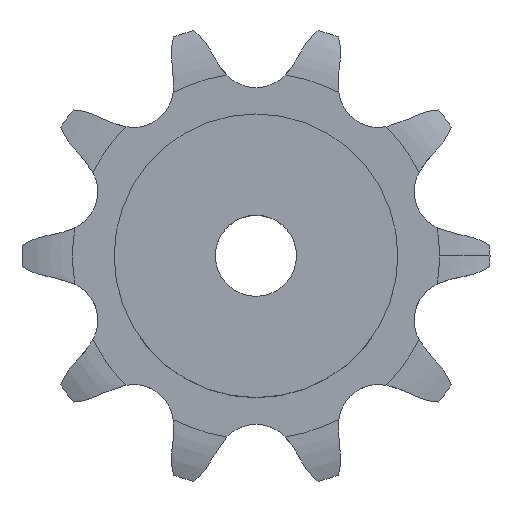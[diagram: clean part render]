
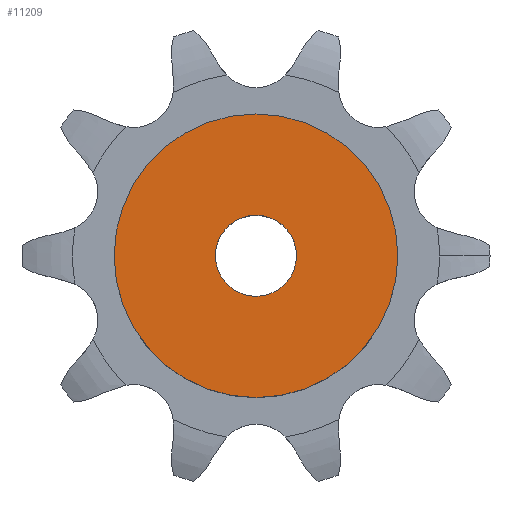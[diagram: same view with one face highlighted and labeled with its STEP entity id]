
A CAD part, top view. The second image highlights one B-rep face of the part: STEP entity #11209.
In plain terms, the highlighted planar face has unit normal (0, 0, 1).
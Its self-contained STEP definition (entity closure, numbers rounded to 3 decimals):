
#1938 = CYLINDRICAL_SURFACE('',#1939,14.);
#1939 = AXIS2_PLACEMENT_3D('',#1940,#1941,#1942);
#1940 = CARTESIAN_POINT('',(0.,0.,0.));
#1941 = DIRECTION('',(-0.,-0.,-1.));
#1942 = DIRECTION('',(1.,0.,0.));
#7336 = VERTEX_POINT('',#7337);
#7337 = CARTESIAN_POINT('',(14.,0.,14.));
#7358 = EDGE_CURVE('',#7336,#7336,#7359,.T.);
#7359 = SURFACE_CURVE('',#7360,(#7365,#7372),.PCURVE_S1.);
#7360 = CIRCLE('',#7361,14.);
#7361 = AXIS2_PLACEMENT_3D('',#7362,#7363,#7364);
#7362 = CARTESIAN_POINT('',(0.,0.,14.));
#7363 = DIRECTION('',(0.,0.,1.));
#7364 = DIRECTION('',(1.,0.,0.));
#7365 = PCURVE('',#1938,#7366);
#7366 = DEFINITIONAL_REPRESENTATION('',(#7367),#7371);
#7367 = LINE('',#7368,#7369);
#7368 = CARTESIAN_POINT('',(-0.,-14.));
#7369 = VECTOR('',#7370,1.);
#7370 = DIRECTION('',(-1.,0.));
#7371 = ( GEOMETRIC_REPRESENTATION_CONTEXT(2) 
PARAMETRIC_REPRESENTATION_CONTEXT() REPRESENTATION_CONTEXT('2D SPACE',''
  ) );
#7372 = PCURVE('',#7373,#7378);
#7373 = PLANE('',#7374);
#7374 = AXIS2_PLACEMENT_3D('',#7375,#7376,#7377);
#7375 = CARTESIAN_POINT('',(0.,0.,14.)
  );
#7376 = DIRECTION('',(0.,0.,1.));
#7377 = DIRECTION('',(1.,0.,0.));
#7378 = DEFINITIONAL_REPRESENTATION('',(#7379),#7383);
#7379 = CIRCLE('',#7380,14.);
#7380 = AXIS2_PLACEMENT_2D('',#7381,#7382);
#7381 = CARTESIAN_POINT('',(0.,0.));
#7382 = DIRECTION('',(1.,0.));
#7383 = ( GEOMETRIC_REPRESENTATION_CONTEXT(2) 
PARAMETRIC_REPRESENTATION_CONTEXT() REPRESENTATION_CONTEXT('2D SPACE',''
  ) );
#9650 = CYLINDRICAL_SURFACE('',#9651,4.);
#9651 = AXIS2_PLACEMENT_3D('',#9652,#9653,#9654);
#9652 = CARTESIAN_POINT('',(0.,0.,79.743));
#9653 = DIRECTION('',(0.,0.,1.));
#9654 = DIRECTION('',(1.,0.,0.));
#11209 = ADVANCED_FACE('',(#11210,#11213),#7373,.T.);
#11210 = FACE_BOUND('',#11211,.T.);
#11211 = EDGE_LOOP('',(#11212));
#11212 = ORIENTED_EDGE('',*,*,#7358,.T.);
#11213 = FACE_BOUND('',#11214,.T.);
#11214 = EDGE_LOOP('',(#11215));
#11215 = ORIENTED_EDGE('',*,*,#11216,.F.);
#11216 = EDGE_CURVE('',#11217,#11217,#11219,.T.);
#11217 = VERTEX_POINT('',#11218);
#11218 = CARTESIAN_POINT('',(4.,0.,14.));
#11219 = SURFACE_CURVE('',#11220,(#11225,#11232),.PCURVE_S1.);
#11220 = CIRCLE('',#11221,4.);
#11221 = AXIS2_PLACEMENT_3D('',#11222,#11223,#11224);
#11222 = CARTESIAN_POINT('',(0.,0.,14.));
#11223 = DIRECTION('',(0.,0.,1.));
#11224 = DIRECTION('',(1.,0.,0.));
#11225 = PCURVE('',#7373,#11226);
#11226 = DEFINITIONAL_REPRESENTATION('',(#11227),#11231);
#11227 = CIRCLE('',#11228,4.);
#11228 = AXIS2_PLACEMENT_2D('',#11229,#11230);
#11229 = CARTESIAN_POINT('',(0.,0.));
#11230 = DIRECTION('',(1.,0.));
#11231 = ( GEOMETRIC_REPRESENTATION_CONTEXT(2) 
PARAMETRIC_REPRESENTATION_CONTEXT() REPRESENTATION_CONTEXT('2D SPACE',''
  ) );
#11232 = PCURVE('',#9650,#11233);
#11233 = DEFINITIONAL_REPRESENTATION('',(#11234),#11238);
#11234 = LINE('',#11235,#11236);
#11235 = CARTESIAN_POINT('',(0.,-65.743));
#11236 = VECTOR('',#11237,1.);
#11237 = DIRECTION('',(1.,0.));
#11238 = ( GEOMETRIC_REPRESENTATION_CONTEXT(2) 
PARAMETRIC_REPRESENTATION_CONTEXT() REPRESENTATION_CONTEXT('2D SPACE',''
  ) );
